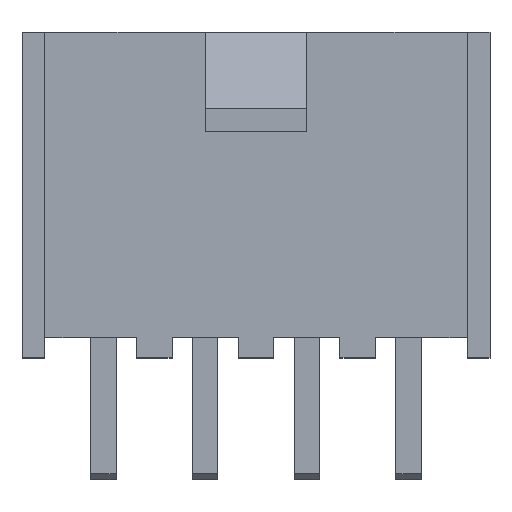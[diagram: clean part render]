
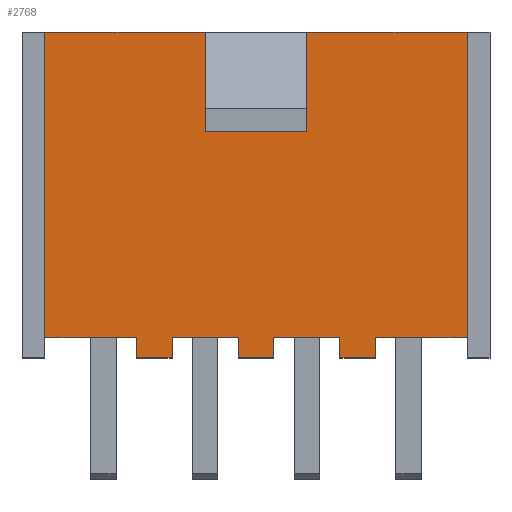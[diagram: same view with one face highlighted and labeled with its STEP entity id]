
A CAD part, top view. The second image highlights one B-rep face of the part: STEP entity #2768.
In plain terms, the highlighted planar face has unit normal (0, 0, 1).
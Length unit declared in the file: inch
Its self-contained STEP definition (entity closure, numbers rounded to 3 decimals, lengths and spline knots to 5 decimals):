
#699=ORIENTED_EDGE('',*,*,#989,.F.);
#700=ORIENTED_EDGE('',*,*,#1181,.F.);
#701=ORIENTED_EDGE('',*,*,#1182,.T.);
#702=ORIENTED_EDGE('',*,*,#1183,.T.);
#703=ORIENTED_EDGE('',*,*,#985,.F.);
#704=ORIENTED_EDGE('',*,*,#1133,.T.);
#705=ORIENTED_EDGE('',*,*,#1013,.F.);
#706=ORIENTED_EDGE('',*,*,#1134,.T.);
#707=ORIENTED_EDGE('',*,*,#1079,.T.);
#708=ORIENTED_EDGE('',*,*,#1142,.T.);
#709=ORIENTED_EDGE('',*,*,#1009,.F.);
#710=ORIENTED_EDGE('',*,*,#1141,.T.);
#711=ORIENTED_EDGE('',*,*,#1087,.T.);
#712=ORIENTED_EDGE('',*,*,#1144,.T.);
#713=ORIENTED_EDGE('',*,*,#1005,.F.);
#714=ORIENTED_EDGE('',*,*,#1143,.T.);
#715=ORIENTED_EDGE('',*,*,#1083,.T.);
#716=ORIENTED_EDGE('',*,*,#1137,.T.);
#717=ORIENTED_EDGE('',*,*,#1001,.F.);
#718=ORIENTED_EDGE('',*,*,#1138,.F.);
#985=EDGE_CURVE('',#1331,#1332,#1635,.T.);
#989=EDGE_CURVE('',#1335,#1336,#1639,.T.);
#1001=EDGE_CURVE('',#1347,#1348,#1651,.T.);
#1005=EDGE_CURVE('',#1351,#1352,#1655,.T.);
#1009=EDGE_CURVE('',#1355,#1356,#1659,.T.);
#1013=EDGE_CURVE('',#1359,#1360,#1663,.T.);
#1079=EDGE_CURVE('',#1410,#1408,#1729,.T.);
#1083=EDGE_CURVE('',#1414,#1412,#1733,.T.);
#1087=EDGE_CURVE('',#1418,#1416,#1737,.T.);
#1133=EDGE_CURVE('',#1331,#1360,#1783,.T.);
#1134=EDGE_CURVE('',#1359,#1410,#1784,.T.);
#1137=EDGE_CURVE('',#1412,#1348,#1787,.T.);
#1138=EDGE_CURVE('',#1336,#1347,#1788,.T.);
#1141=EDGE_CURVE('',#1355,#1418,#1791,.T.);
#1142=EDGE_CURVE('',#1408,#1356,#1792,.T.);
#1143=EDGE_CURVE('',#1351,#1414,#1793,.T.);
#1144=EDGE_CURVE('',#1416,#1352,#1794,.T.);
#1181=EDGE_CURVE('',#1453,#1335,#1831,.T.);
#1182=EDGE_CURVE('',#1453,#1454,#1832,.T.);
#1183=EDGE_CURVE('',#1454,#1332,#1833,.T.);
#1331=VERTEX_POINT('',#3974);
#1332=VERTEX_POINT('',#3976);
#1335=VERTEX_POINT('',#3982);
#1336=VERTEX_POINT('',#3984);
#1347=VERTEX_POINT('',#4007);
#1348=VERTEX_POINT('',#4009);
#1351=VERTEX_POINT('',#4015);
#1352=VERTEX_POINT('',#4017);
#1355=VERTEX_POINT('',#4023);
#1356=VERTEX_POINT('',#4025);
#1359=VERTEX_POINT('',#4031);
#1360=VERTEX_POINT('',#4033);
#1408=VERTEX_POINT('',#4158);
#1410=VERTEX_POINT('',#4161);
#1412=VERTEX_POINT('',#4167);
#1414=VERTEX_POINT('',#4170);
#1416=VERTEX_POINT('',#4176);
#1418=VERTEX_POINT('',#4179);
#1453=VERTEX_POINT('',#4362);
#1454=VERTEX_POINT('',#4364);
#1635=LINE('',#3975,#2025);
#1639=LINE('',#3983,#2029);
#1651=LINE('',#4008,#2041);
#1655=LINE('',#4016,#2045);
#1659=LINE('',#4024,#2049);
#1663=LINE('',#4032,#2053);
#1729=LINE('',#4160,#2119);
#1733=LINE('',#4169,#2123);
#1737=LINE('',#4178,#2127);
#1783=LINE('',#4265,#2173);
#1784=LINE('',#4267,#2174);
#1787=LINE('',#4273,#2177);
#1788=LINE('',#4275,#2178);
#1791=LINE('',#4283,#2181);
#1792=LINE('',#4285,#2182);
#1793=LINE('',#4287,#2183);
#1794=LINE('',#4289,#2184);
#1831=LINE('',#4361,#2221);
#1832=LINE('',#4363,#2222);
#1833=LINE('',#4365,#2223);
#2025=VECTOR('',#3225,39.37008);
#2029=VECTOR('',#3229,39.37008);
#2041=VECTOR('',#3243,39.37008);
#2045=VECTOR('',#3247,39.37008);
#2049=VECTOR('',#3251,39.37008);
#2053=VECTOR('',#3255,39.37008);
#2119=VECTOR('',#3345,39.37008);
#2123=VECTOR('',#3351,39.37008);
#2127=VECTOR('',#3357,39.37008);
#2173=VECTOR('',#3447,39.37008);
#2174=VECTOR('',#3450,39.37008);
#2177=VECTOR('',#3459,39.37008);
#2178=VECTOR('',#3462,39.37008);
#2181=VECTOR('',#3475,39.37008);
#2182=VECTOR('',#3478,39.37008);
#2183=VECTOR('',#3481,39.37008);
#2184=VECTOR('',#3484,39.37008);
#2221=VECTOR('',#3559,39.37008);
#2222=VECTOR('',#3560,39.37008);
#2223=VECTOR('',#3561,39.37008);
#2358=EDGE_LOOP('',(#699,#700,#701,#702,#703,#704,#705,#706,#707,#708,#709,
#710,#711,#712,#713,#714,#715,#716,#717,#718));
#2496=FACE_BOUND('',#2358,.T.);
#2632=PLANE('',#2931);
#2768=ADVANCED_FACE('',(#2496),#2632,.F.);
#2931=AXIS2_PLACEMENT_3D('',#4360,#3557,#3558);
#3225=DIRECTION('',(1.,0.,0.));
#3229=DIRECTION('',(1.,0.,0.));
#3243=DIRECTION('',(-1.,0.,0.));
#3247=DIRECTION('',(-1.,0.,0.));
#3251=DIRECTION('',(-1.,0.,0.));
#3255=DIRECTION('',(-1.,0.,0.));
#3345=DIRECTION('',(1.,0.,0.));
#3351=DIRECTION('',(1.,0.,0.));
#3357=DIRECTION('',(1.,0.,0.));
#3447=DIRECTION('',(0.,-1.,0.));
#3450=DIRECTION('',(0.,-1.,0.));
#3459=DIRECTION('',(0.,1.,0.));
#3462=DIRECTION('',(0.,-1.,0.));
#3475=DIRECTION('',(0.,-1.,0.));
#3478=DIRECTION('',(0.,1.,0.));
#3481=DIRECTION('',(0.,-1.,0.));
#3484=DIRECTION('',(0.,1.,0.));
#3557=DIRECTION('',(0.,0.,-1.));
#3558=DIRECTION('',(-1.,0.,0.));
#3559=DIRECTION('',(0.,1.,0.));
#3560=DIRECTION('',(-1.,0.,0.));
#3561=DIRECTION('',(0.,1.,0.));
#3974=CARTESIAN_POINT('',(-0.2075,0.32,0.1));
#3975=CARTESIAN_POINT('',(-0.2075,0.32,0.1));
#3976=CARTESIAN_POINT('',(-0.05,0.32,0.1));
#3982=CARTESIAN_POINT('',(0.05,0.32,0.1));
#3983=CARTESIAN_POINT('',(-0.2075,0.32,0.1));
#3984=CARTESIAN_POINT('',(0.2075,0.32,0.1));
#4007=CARTESIAN_POINT('',(0.2075,0.02,0.1));
#4008=CARTESIAN_POINT('',(0.23,0.02,0.1));
#4009=CARTESIAN_POINT('',(0.1175,0.02,0.1));
#4015=CARTESIAN_POINT('',(0.0825,0.02,0.1));
#4016=CARTESIAN_POINT('',(0.23,0.02,0.1));
#4017=CARTESIAN_POINT('',(0.0175,0.02,0.1));
#4023=CARTESIAN_POINT('',(-0.0175,0.02,0.1));
#4024=CARTESIAN_POINT('',(0.23,0.02,0.1));
#4025=CARTESIAN_POINT('',(-0.0825,0.02,0.1));
#4031=CARTESIAN_POINT('',(-0.1175,0.02,0.1));
#4032=CARTESIAN_POINT('',(0.23,0.02,0.1));
#4033=CARTESIAN_POINT('',(-0.2075,0.02,0.1));
#4158=CARTESIAN_POINT('',(-0.0825,0.,0.1));
#4160=CARTESIAN_POINT('',(-0.2075,0.,0.1));
#4161=CARTESIAN_POINT('',(-0.1175,0.,0.1));
#4167=CARTESIAN_POINT('',(0.1175,0.,0.1));
#4169=CARTESIAN_POINT('',(-0.2075,0.,0.1));
#4170=CARTESIAN_POINT('',(0.0825,0.,0.1));
#4176=CARTESIAN_POINT('',(0.0175,0.,0.1));
#4178=CARTESIAN_POINT('',(-0.2075,0.,0.1));
#4179=CARTESIAN_POINT('',(-0.0175,0.,0.1));
#4265=CARTESIAN_POINT('',(-0.2075,0.32,0.1));
#4267=CARTESIAN_POINT('',(-0.1175,-0.02,0.1));
#4273=CARTESIAN_POINT('',(0.1175,0.02,0.1));
#4275=CARTESIAN_POINT('',(0.2075,0.32,0.1));
#4283=CARTESIAN_POINT('',(-0.0175,0.,0.1));
#4285=CARTESIAN_POINT('',(-0.0825,0.02,0.1));
#4287=CARTESIAN_POINT('',(0.0825,0.,0.1));
#4289=CARTESIAN_POINT('',(0.0175,0.02,0.1));
#4360=CARTESIAN_POINT('',(-0.2075,0.32,0.1));
#4361=CARTESIAN_POINT('',(0.05,0.233,0.1));
#4362=CARTESIAN_POINT('',(0.05,0.233,0.1));
#4363=CARTESIAN_POINT('',(0.05,0.233,0.1));
#4364=CARTESIAN_POINT('',(-0.05,0.233,0.1));
#4365=CARTESIAN_POINT('',(-0.05,0.233,0.1));
